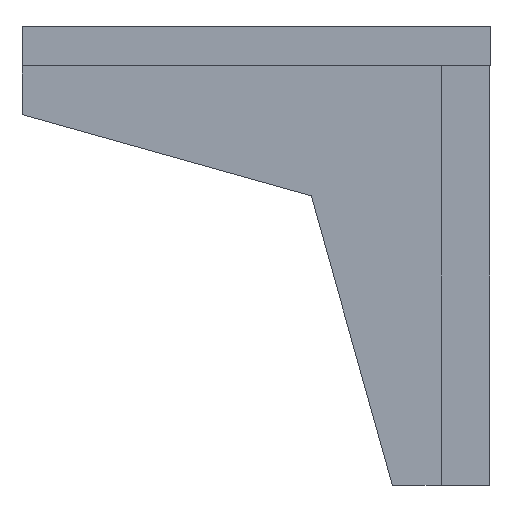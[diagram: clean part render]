
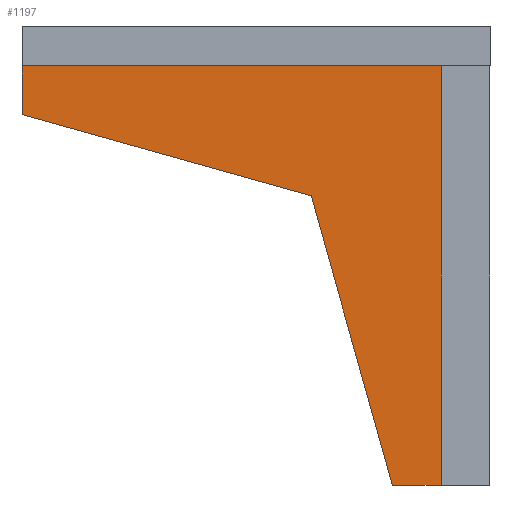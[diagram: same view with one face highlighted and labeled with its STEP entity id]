
A CAD part, left-side view. The second image highlights one B-rep face of the part: STEP entity #1197.
In plain terms, the highlighted planar face has unit normal (-1, 0, 0).
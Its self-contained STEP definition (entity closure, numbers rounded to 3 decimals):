
#588 = DIRECTION ( 'NONE',  ( 0., -1., 0. ) ) ;
#1009 = CARTESIAN_POINT ( 'NONE',  ( -38., 36.675, 16.325 ) ) ;
#1197 = ADVANCED_FACE ( 'NONE', ( #32865 ), #27017, .T. ) ;
#2741 = LINE ( 'NONE', #20227, #27160 ) ;
#2949 = DIRECTION ( 'NONE',  ( 0., 1., 0. ) ) ;
#3138 = VECTOR ( 'NONE', #16545, 1000. ) ;
#3565 = CARTESIAN_POINT ( 'NONE',  ( -38., 96., 43. ) ) ;
#3793 = VERTEX_POINT ( 'NONE', #32191 ) ;
#4291 = CARTESIAN_POINT ( 'NONE',  ( -38., 10., 43. ) ) ;
#6084 = EDGE_CURVE ( 'NONE', #13309, #14028, #32547, .T. ) ;
#7229 = LINE ( 'NONE', #1009, #20862 ) ;
#7439 = VECTOR ( 'NONE', #2949, 1000. ) ;
#7536 = EDGE_CURVE ( 'NONE', #17431, #19561, #2741, .T. ) ;
#7555 = ORIENTED_EDGE ( 'NONE', *, *, #14313, .T. ) ;
#8499 = ORIENTED_EDGE ( 'NONE', *, *, #7536, .T. ) ;
#9112 = ORIENTED_EDGE ( 'NONE', *, *, #26082, .T. ) ;
#9143 = DIRECTION ( 'NONE',  ( 0., -0.963, -0.271 ) ) ;
#10616 = DIRECTION ( 'NONE',  ( 0., 1., 0. ) ) ;
#10631 = VECTOR ( 'NONE', #26108, 1000. ) ;
#10868 = LINE ( 'NONE', #13595, #7439 ) ;
#10944 = EDGE_CURVE ( 'NONE', #19561, #3793, #7229, .T. ) ;
#13309 = VERTEX_POINT ( 'NONE', #28132 ) ;
#13595 = CARTESIAN_POINT ( 'NONE',  ( -38., 10., 43. ) ) ;
#14028 = VERTEX_POINT ( 'NONE', #32132 ) ;
#14313 = EDGE_CURVE ( 'NONE', #3793, #13309, #22391, .T. ) ;
#16545 = DIRECTION ( 'NONE',  ( 0., -0.271, -0.963 ) ) ;
#17431 = VERTEX_POINT ( 'NONE', #3565 ) ;
#17591 = VERTEX_POINT ( 'NONE', #4291 ) ;
#18207 = CARTESIAN_POINT ( 'NONE',  ( -38., 10., -43. ) ) ;
#18983 = CARTESIAN_POINT ( 'NONE',  ( -38., 10., 43. ) ) ;
#19561 = VERTEX_POINT ( 'NONE', #35326 ) ;
#19642 = CARTESIAN_POINT ( 'NONE',  ( -38., 20., -43. ) ) ;
#20227 = CARTESIAN_POINT ( 'NONE',  ( -38., 96., 33. ) ) ;
#20862 = VECTOR ( 'NONE', #9143, 1000. ) ;
#21999 = CARTESIAN_POINT ( 'NONE',  ( -38., 10., -43. ) ) ;
#22391 = LINE ( 'NONE', #19642, #3138 ) ;
#23430 = EDGE_CURVE ( 'NONE', #14028, #17591, #23458, .T. ) ;
#23458 = LINE ( 'NONE', #18207, #10631 ) ;
#24612 = DIRECTION ( 'NONE',  ( -1., 0., 0. ) ) ;
#26082 = EDGE_CURVE ( 'NONE', #17591, #17431, #10868, .T. ) ;
#26108 = DIRECTION ( 'NONE',  ( 0., 0., 1. ) ) ;
#26140 = EDGE_LOOP ( 'NONE', ( #28896, #9112, #8499, #32661, #7555, #31095 ) ) ;
#26971 = VECTOR ( 'NONE', #588, 1000. ) ;
#27017 = PLANE ( 'NONE',  #28716 ) ;
#27160 = VECTOR ( 'NONE', #34258, 1000. ) ;
#28132 = CARTESIAN_POINT ( 'NONE',  ( -38., 20., -43. ) ) ;
#28716 = AXIS2_PLACEMENT_3D ( 'NONE', #18983, #24612, #10616 ) ;
#28896 = ORIENTED_EDGE ( 'NONE', *, *, #23430, .T. ) ;
#31095 = ORIENTED_EDGE ( 'NONE', *, *, #6084, .T. ) ;
#32132 = CARTESIAN_POINT ( 'NONE',  ( -38., 10., -43. ) ) ;
#32191 = CARTESIAN_POINT ( 'NONE',  ( -38., 36.675, 16.325 ) ) ;
#32547 = LINE ( 'NONE', #21999, #26971 ) ;
#32661 = ORIENTED_EDGE ( 'NONE', *, *, #10944, .T. ) ;
#32865 = FACE_OUTER_BOUND ( 'NONE', #26140, .T. ) ;
#34258 = DIRECTION ( 'NONE',  ( 0., 0., -1. ) ) ;
#35326 = CARTESIAN_POINT ( 'NONE',  ( -38., 96., 33. ) ) ;
